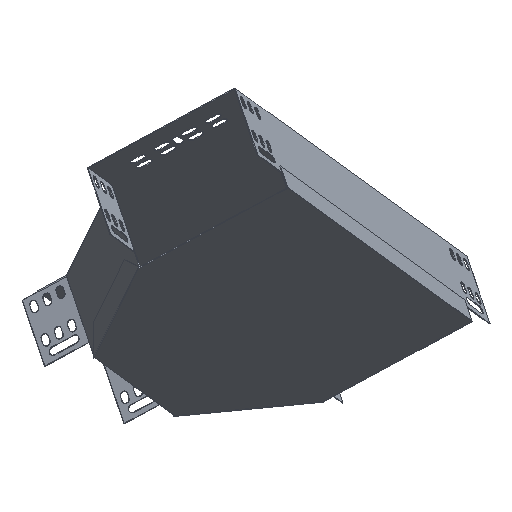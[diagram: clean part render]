
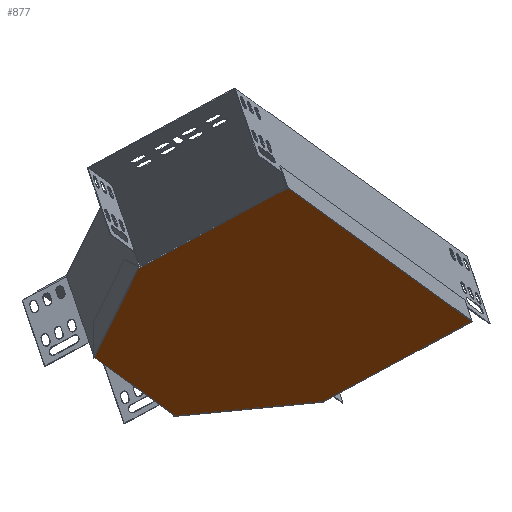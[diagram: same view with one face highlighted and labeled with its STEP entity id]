
A CAD part, front view. The second image highlights one B-rep face of the part: STEP entity #877.
In plain terms, the highlighted planar face has unit normal (0.283, -0.485, -0.827).
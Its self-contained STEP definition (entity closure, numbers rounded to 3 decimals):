
#17 = LINE ( 'NONE', #1508, #9208 ) ;
#60 = CARTESIAN_POINT ( 'NONE',  ( 22.487, 23.414, 217.981 ) ) ;
#63 = AXIS2_PLACEMENT_3D ( 'NONE', #5809, #6717, #1169 ) ;
#69 = EDGE_CURVE ( 'NONE', #6281, #1547, #17, .T. ) ;
#286 = CARTESIAN_POINT ( 'NONE',  ( 21.811, 23.64, 217.617 ) ) ;
#570 = CARTESIAN_POINT ( 'NONE',  ( -144.518, 177.305, 70.573 ) ) ;
#580 = VECTOR ( 'NONE', #4734, 1000. ) ;
#609 = VECTOR ( 'NONE', #9158, 1000. ) ;
#630 = ORIENTED_EDGE ( 'NONE', *, *, #5579, .T. ) ;
#809 = ORIENTED_EDGE ( 'NONE', *, *, #5649, .T. ) ;
#877 = ADVANCED_FACE ( 'NONE', ( #2539 ), #11104, .F. ) ;
#921 = VECTOR ( 'NONE', #2904, 1000. ) ;
#966 = DIRECTION ( 'NONE',  ( 0.845, -0.283, 0.455 ) ) ;
#978 = DIRECTION ( 'NONE',  ( 0.276, -0.785, 0.555 ) ) ;
#1169 = DIRECTION ( 'NONE',  ( -0.455, -0.827, 0.33 ) ) ;
#1200 = EDGE_CURVE ( 'NONE', #6731, #6281, #6813, .T. ) ;
#1289 = DIRECTION ( 'NONE',  ( -0.845, 0.283, -0.455 ) ) ;
#1310 = CARTESIAN_POINT ( 'NONE',  ( -75.943, 302.055, 20.817 ) ) ;
#1343 = LINE ( 'NONE', #286, #3622 ) ;
#1430 = VECTOR ( 'NONE', #966, 1000. ) ;
#1508 = CARTESIAN_POINT ( 'NONE',  ( 53.817, 356.965, 32.963 ) ) ;
#1547 = VERTEX_POINT ( 'NONE', #6732 ) ;
#1772 = DIRECTION ( 'NONE',  ( 0.919, 0.385, 0.088 ) ) ;
#1989 = EDGE_CURVE ( 'NONE', #8422, #4753, #9088, .T. ) ;
#2539 = FACE_OUTER_BOUND ( 'NONE', #6432, .T. ) ;
#2642 = EDGE_CURVE ( 'NONE', #6731, #2759, #3500, .T. ) ;
#2759 = VERTEX_POINT ( 'NONE', #1310 ) ;
#2904 = DIRECTION ( 'NONE',  ( 0.919, 0.385, 0.088 ) ) ;
#3093 = CARTESIAN_POINT ( 'NONE',  ( 53.597, 357.593, 32.519 ) ) ;
#3227 = LINE ( 'NONE', #11352, #5300 ) ;
#3261 = ORIENTED_EDGE ( 'NONE', *, *, #9441, .F. ) ;
#3466 = DIRECTION ( 'NONE',  ( 0.276, -0.785, 0.555 ) ) ;
#3500 = LINE ( 'NONE', #8258, #580 ) ;
#3622 = VECTOR ( 'NONE', #1289, 1000. ) ;
#3809 = DIRECTION ( 'NONE',  ( 0.455, 0.827, -0.33 ) ) ;
#3887 = ORIENTED_EDGE ( 'NONE', *, *, #1200, .T. ) ;
#3962 = VERTEX_POINT ( 'NONE', #8347 ) ;
#4259 = LINE ( 'NONE', #5587, #1430 ) ;
#4273 = CARTESIAN_POINT ( 'NONE',  ( 182.011, 313.613, 102.235 ) ) ;
#4541 = VECTOR ( 'NONE', #3809, 1000. ) ;
#4734 = DIRECTION ( 'NONE',  ( 0.276, -0.785, 0.555 ) ) ;
#4753 = VERTEX_POINT ( 'NONE', #5668 ) ;
#5300 = VECTOR ( 'NONE', #6949, 1000. ) ;
#5489 = ORIENTED_EDGE ( 'NONE', *, *, #7738, .T. ) ;
#5579 = EDGE_CURVE ( 'NONE', #9111, #2759, #7178, .T. ) ;
#5587 = CARTESIAN_POINT ( 'NONE',  ( 53.983, 356.494, 33.296 ) ) ;
#5649 = EDGE_CURVE ( 'NONE', #1547, #6980, #4259, .T. ) ;
#5668 = CARTESIAN_POINT ( 'NONE',  ( -106.827, 65.756, 148.918 ) ) ;
#5778 = CARTESIAN_POINT ( 'NONE',  ( -145.804, 176.767, 70.449 ) ) ;
#5809 = CARTESIAN_POINT ( 'NONE',  ( -173.907, 261.008, 11.407 ) ) ;
#5888 = LINE ( 'NONE', #8211, #921 ) ;
#5894 = ORIENTED_EDGE ( 'NONE', *, *, #9407, .T. ) ;
#5993 = ORIENTED_EDGE ( 'NONE', *, *, #2642, .F. ) ;
#6220 = CARTESIAN_POINT ( 'NONE',  ( -76.329, 303.154, 20.04 ) ) ;
#6281 = VERTEX_POINT ( 'NONE', #3093 ) ;
#6336 = CARTESIAN_POINT ( 'NONE',  ( -77.368, 302.718, 19.94 ) ) ;
#6422 = ORIENTED_EDGE ( 'NONE', *, *, #1989, .F. ) ;
#6432 = EDGE_LOOP ( 'NONE', ( #630, #5993, #3887, #8481, #809, #3261, #5489, #10218, #6422, #5894 ) ) ;
#6490 = CARTESIAN_POINT ( 'NONE',  ( 21.973, 22.478, 218.354 ) ) ;
#6535 = VECTOR ( 'NONE', #1772, 1000. ) ;
#6536 = CARTESIAN_POINT ( 'NONE',  ( -146.116, 177.655, 69.822 ) ) ;
#6717 = DIRECTION ( 'NONE',  ( -0.283, 0.485, 0.827 ) ) ;
#6731 = VERTEX_POINT ( 'NONE', #6220 ) ;
#6732 = CARTESIAN_POINT ( 'NONE',  ( 53.983, 356.494, 33.296 ) ) ;
#6813 = LINE ( 'NONE', #6336, #6535 ) ;
#6949 = DIRECTION ( 'NONE',  ( 0.919, 0.385, 0.088 ) ) ;
#6980 = VERTEX_POINT ( 'NONE', #4273 ) ;
#6982 = EDGE_CURVE ( 'NONE', #4753, #3962, #3227, .T. ) ;
#7178 = LINE ( 'NONE', #9129, #4541 ) ;
#7738 = EDGE_CURVE ( 'NONE', #8318, #3962, #1343, .T. ) ;
#8211 = CARTESIAN_POINT ( 'NONE',  ( -145.069, 177.075, 70.52 ) ) ;
#8258 = CARTESIAN_POINT ( 'NONE',  ( -76.108, 302.526, 20.484 ) ) ;
#8318 = VERTEX_POINT ( 'NONE', #60 ) ;
#8347 = CARTESIAN_POINT ( 'NONE',  ( -105.541, 66.295, 149.042 ) ) ;
#8422 = VERTEX_POINT ( 'NONE', #5778 ) ;
#8481 = ORIENTED_EDGE ( 'NONE', *, *, #69, .T. ) ;
#9088 = LINE ( 'NONE', #6536, #9379 ) ;
#9111 = VERTEX_POINT ( 'NONE', #570 ) ;
#9129 = CARTESIAN_POINT ( 'NONE',  ( -144.518, 177.305, 70.573 ) ) ;
#9158 = DIRECTION ( 'NONE',  ( 0.455, 0.827, -0.33 ) ) ;
#9208 = VECTOR ( 'NONE', #3466, 1000. ) ;
#9379 = VECTOR ( 'NONE', #978, 1000. ) ;
#9407 = EDGE_CURVE ( 'NONE', #8422, #9111, #5888, .T. ) ;
#9441 = EDGE_CURVE ( 'NONE', #8318, #6980, #10326, .T. ) ;
#10218 = ORIENTED_EDGE ( 'NONE', *, *, #6982, .F. ) ;
#10326 = LINE ( 'NONE', #6490, #609 ) ;
#11104 = PLANE ( 'NONE',  #63 ) ;
#11352 = CARTESIAN_POINT ( 'NONE',  ( -106.092, 66.064, 148.989 ) ) ;
